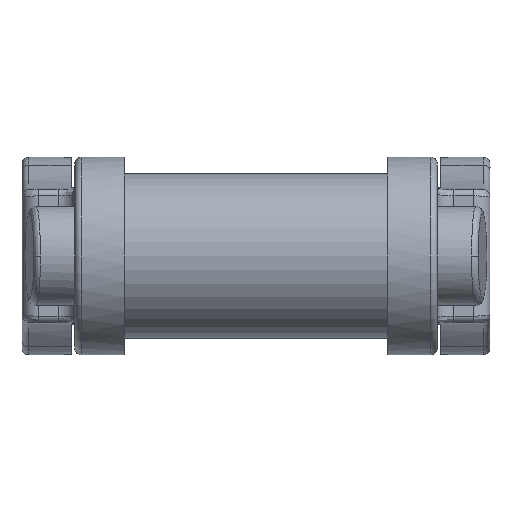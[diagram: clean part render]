
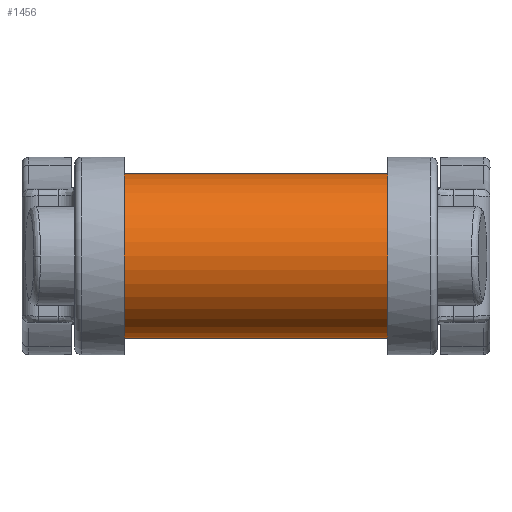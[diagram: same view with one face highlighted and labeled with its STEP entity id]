
A CAD part, left-side view. The second image highlights one B-rep face of the part: STEP entity #1456.
In plain terms, the highlighted cylindrical face has radius 2.499 mm (diameter 4.999 mm), a full revolution.
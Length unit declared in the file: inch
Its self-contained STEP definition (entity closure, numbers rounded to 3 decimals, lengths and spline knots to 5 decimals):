
#174=FACE_OUTER_BOUND('',#270,.T.);
#270=EDGE_LOOP('',(#1324,#1325,#1326,#1327,#1328,#1329));
#385=LINE('',#5197,#434);
#434=VECTOR('',#2053,0.0984);
#531=CIRCLE('',#1649,0.0984);
#532=CIRCLE('',#1650,0.0984);
#533=CIRCLE('',#1652,0.0984);
#534=CIRCLE('',#1653,0.0984);
#669=VERTEX_POINT('',#5191);
#670=VERTEX_POINT('',#5192);
#671=VERTEX_POINT('',#5196);
#672=VERTEX_POINT('',#5198);
#889=EDGE_CURVE('',#669,#670,#531,.T.);
#890=EDGE_CURVE('',#670,#669,#532,.T.);
#891=EDGE_CURVE('',#670,#671,#385,.T.);
#892=EDGE_CURVE('',#671,#672,#533,.T.);
#893=EDGE_CURVE('',#672,#671,#534,.T.);
#1324=ORIENTED_EDGE('',*,*,#889,.T.);
#1325=ORIENTED_EDGE('',*,*,#891,.T.);
#1326=ORIENTED_EDGE('',*,*,#892,.T.);
#1327=ORIENTED_EDGE('',*,*,#893,.T.);
#1328=ORIENTED_EDGE('',*,*,#891,.F.);
#1329=ORIENTED_EDGE('',*,*,#890,.T.);
#1368=CYLINDRICAL_SURFACE('',#1651,0.0984);
#1456=ADVANCED_FACE('',(#174),#1368,.T.);
#1649=AXIS2_PLACEMENT_3D('',#5193,#2047,#2048);
#1650=AXIS2_PLACEMENT_3D('',#5194,#2049,#2050);
#1651=AXIS2_PLACEMENT_3D('',#5195,#2051,#2052);
#1652=AXIS2_PLACEMENT_3D('',#5199,#2054,#2055);
#1653=AXIS2_PLACEMENT_3D('',#5200,#2056,#2057);
#2047=DIRECTION('center_axis',(0.,1.,0.));
#2048=DIRECTION('ref_axis',(0.,0.,-1.));
#2049=DIRECTION('center_axis',(0.,1.,0.));
#2050=DIRECTION('ref_axis',(0.,0.,-1.));
#2051=DIRECTION('center_axis',(0.,-1.,0.));
#2052=DIRECTION('ref_axis',(0.,0.,-1.));
#2053=DIRECTION('',(0.,1.,0.));
#2054=DIRECTION('center_axis',(0.,-1.,0.));
#2055=DIRECTION('ref_axis',(0.,0.,-1.));
#2056=DIRECTION('center_axis',(0.,-1.,0.));
#2057=DIRECTION('ref_axis',(0.,0.,-1.));
#5191=CARTESIAN_POINT('',(0.,0.,-0.0984));
#5192=CARTESIAN_POINT('',(0.,0.,0.0984));
#5193=CARTESIAN_POINT('Origin',(0.,0.,0.));
#5194=CARTESIAN_POINT('Origin',(0.,0.,0.));
#5195=CARTESIAN_POINT('Origin',(0.,0.31496,0.));
#5196=CARTESIAN_POINT('',(0.,0.31496,0.0984));
#5197=CARTESIAN_POINT('',(0.,0.31496,0.0984));
#5198=CARTESIAN_POINT('',(0.,0.31496,-0.0984));
#5199=CARTESIAN_POINT('Origin',(0.,0.31496,0.));
#5200=CARTESIAN_POINT('Origin',(0.,0.31496,0.));
